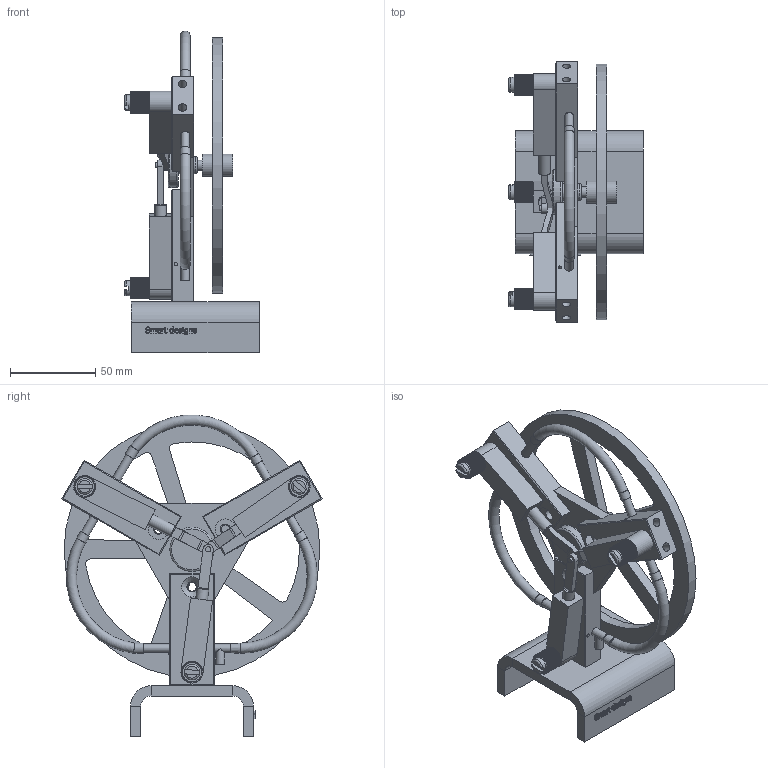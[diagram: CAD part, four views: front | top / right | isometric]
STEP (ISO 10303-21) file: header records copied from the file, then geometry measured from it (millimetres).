
FILE_DESCRIPTION(('FreeCAD Model'),'2;1');
FILE_NAME('Open CASCADE Shape Model','2025-05-08T03:33:18',('FreeCAD'),( 'FreeCAD'),'Open CASCADE STEP processor 7.6','FreeCAD','Unknown');
FILE_SCHEMA(('AUTOMOTIVE_DESIGN { 1 0 10303 214 1 1 1 1 }'));
Length unit declared in the file: millimetre
Products named in the file (1): Open CASCADE STEP translator 7.6 1
Bounding box: 79.01 x 152.65 x 188.75 mm (x, y, z)
Volume: 207703.8 mm3; surface area: 107663.6 mm2
Topology: 29 solids, 29 shells, 623 faces, 1562 edges, 1040 vertices
Faces by surface type: plane 297, bspline 170, cylinder 133, torus 16, cone 7
Full cylindrical faces by diameter (mm): 2 x12, 3 x13, 4.134 x6, 4.917 x9, 5 x18, 6 x17, 7 x6, 9 x3, 10 x2, 13 x2, 26 x1, 150 x1
Entity records: 28258 total; most frequent: CARTESIAN_POINT 14054, ORIENTED_EDGE 3124, DIRECTION 2463, EDGE_CURVE 1562, VERTEX_POINT 1040, AXIS2_PLACEMENT_3D 842, LINE 779, VECTOR 779
